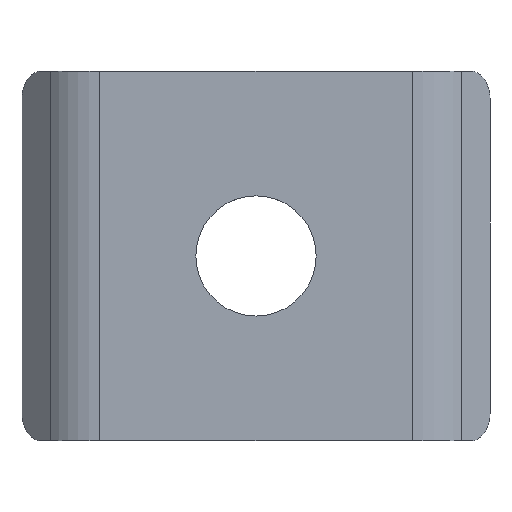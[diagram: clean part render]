
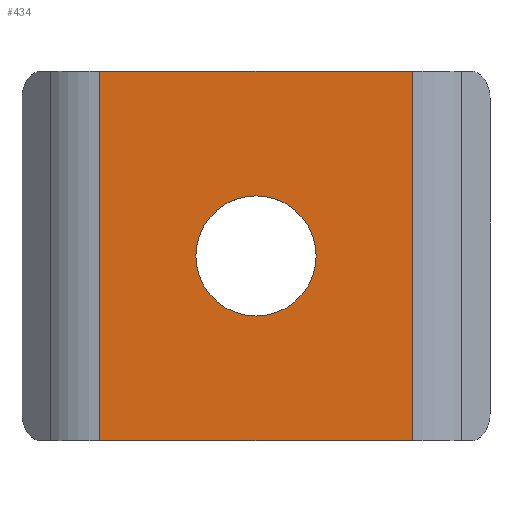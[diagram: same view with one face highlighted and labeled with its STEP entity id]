
A CAD part, top view. The second image highlights one B-rep face of the part: STEP entity #434.
In plain terms, the highlighted planar face has unit normal (0, 0, 1).
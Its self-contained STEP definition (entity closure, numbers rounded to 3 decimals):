
#15=FACE_BOUND('',#86,.T.);
#32=PLANE('',#500);
#58=FACE_OUTER_BOUND('',#85,.T.);
#85=EDGE_LOOP('',(#384,#385,#386,#387));
#86=EDGE_LOOP('',(#388));
#114=LINE('',#708,#155);
#121=LINE('',#730,#162);
#127=LINE('',#747,#168);
#129=LINE('',#750,#170);
#155=VECTOR('',#571,10.);
#162=VECTOR('',#598,10.);
#168=VECTOR('',#622,10.);
#170=VECTOR('',#626,10.);
#189=CIRCLE('',#501,6.5);
#214=VERTEX_POINT('',#705);
#215=VERTEX_POINT('',#707);
#219=VERTEX_POINT('',#727);
#220=VERTEX_POINT('',#729);
#223=VERTEX_POINT('',#751);
#257=EDGE_CURVE('',#215,#214,#114,.T.);
#268=EDGE_CURVE('',#220,#219,#121,.T.);
#277=EDGE_CURVE('',#215,#219,#127,.T.);
#279=EDGE_CURVE('',#220,#214,#129,.T.);
#280=EDGE_CURVE('',#223,#223,#189,.T.);
#384=ORIENTED_EDGE('',*,*,#257,.T.);
#385=ORIENTED_EDGE('',*,*,#279,.F.);
#386=ORIENTED_EDGE('',*,*,#268,.T.);
#387=ORIENTED_EDGE('',*,*,#277,.F.);
#388=ORIENTED_EDGE('',*,*,#280,.T.);
#434=ADVANCED_FACE('',(#58,#15),#32,.T.);
#500=AXIS2_PLACEMENT_3D('',#749,#624,#625);
#501=AXIS2_PLACEMENT_3D('',#752,#627,#628);
#571=DIRECTION('',(0.,1.,0.));
#598=DIRECTION('',(0.,-1.,0.));
#622=DIRECTION('',(-1.,0.,0.));
#624=DIRECTION('center_axis',(0.,0.,1.));
#625=DIRECTION('ref_axis',(1.,0.,0.));
#626=DIRECTION('',(1.,0.,0.));
#627=DIRECTION('center_axis',(0.,0.,-1.));
#628=DIRECTION('ref_axis',(-1.,0.,0.));
#705=CARTESIAN_POINT('',(16.893,20.,2.5));
#707=CARTESIAN_POINT('',(16.893,-20.,2.5));
#708=CARTESIAN_POINT('',(16.893,-10.,2.5));
#727=CARTESIAN_POINT('',(-16.893,-20.,2.5));
#729=CARTESIAN_POINT('',(-16.893,20.,2.5));
#730=CARTESIAN_POINT('',(-16.893,10.,2.5));
#747=CARTESIAN_POINT('',(20.,-20.,2.5));
#749=CARTESIAN_POINT('Origin',(0.,0.,2.5));
#750=CARTESIAN_POINT('',(-20.,20.,2.5));
#751=CARTESIAN_POINT('',(6.5,0.,2.5));
#752=CARTESIAN_POINT('Origin',(0.,0.,2.5));
